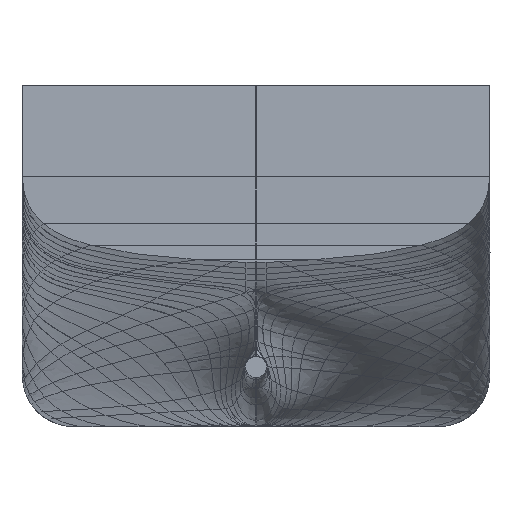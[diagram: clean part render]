
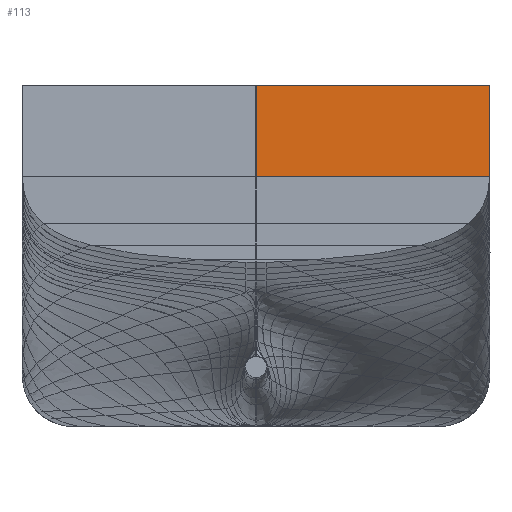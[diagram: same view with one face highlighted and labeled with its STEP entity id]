
A CAD part, left-side view. The second image highlights one B-rep face of the part: STEP entity #113.
In plain terms, the highlighted free-form (B-spline) face has degree [3, 3] with [4, 6] control points.
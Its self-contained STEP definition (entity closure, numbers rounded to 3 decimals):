
#113 = ADVANCED_FACE('',(#114),#156,.T.);
#114 = FACE_BOUND('',#115,.T.);
#115 = EDGE_LOOP('',(#116,#129,#138,#149));
#116 = ORIENTED_EDGE('',*,*,#117,.F.);
#117 = EDGE_CURVE('',#118,#120,#122,.T.);
#118 = VERTEX_POINT('',#119);
#119 = CARTESIAN_POINT('',(166766.94,-13822.313,
    10909.759));
#120 = VERTEX_POINT('',#121);
#121 = CARTESIAN_POINT('',(151101.034,-13822.31,
    5503.333));
#122 = B_SPLINE_CURVE_WITH_KNOTS('',3,(#123,#124,#125,#126,#127,#128),
  .UNSPECIFIED.,.F.,.F.,(4,1,1,4),(-0.611,-0.407,
    -0.204,0.),.UNSPECIFIED.);
#123 = CARTESIAN_POINT('',(166766.94,-13822.313,
    10909.759));
#124 = CARTESIAN_POINT('',(165027.055,-13822.313,
    10308.924));
#125 = CARTESIAN_POINT('',(161545.872,-13822.314,
    9108.179));
#126 = CARTESIAN_POINT('',(156324.067,-13822.315,
    7305.559));
#127 = CARTESIAN_POINT('',(152841.898,-13822.31,
    6104.502));
#128 = CARTESIAN_POINT('',(151101.034,-13822.31,
    5503.333));
#129 = ORIENTED_EDGE('',*,*,#130,.T.);
#130 = EDGE_CURVE('',#118,#131,#133,.T.);
#131 = VERTEX_POINT('',#132);
#132 = CARTESIAN_POINT('',(166773.507,0.,
    10909.759));
#133 = B_SPLINE_CURVE_WITH_KNOTS('',3,(#134,#135,#136,#137),
  .UNSPECIFIED.,.F.,.F.,(4,4),(0.,0.51),
  .PIECEWISE_BEZIER_KNOTS.);
#134 = CARTESIAN_POINT('',(166766.94,-13822.313,
    10909.759));
#135 = CARTESIAN_POINT('',(166766.94,-9214.995,
    10909.759));
#136 = CARTESIAN_POINT('',(166773.507,-4607.318,
    10909.759));
#137 = CARTESIAN_POINT('',(166773.507,0.,
    10909.759));
#138 = ORIENTED_EDGE('',*,*,#139,.T.);
#139 = EDGE_CURVE('',#131,#140,#142,.T.);
#140 = VERTEX_POINT('',#141);
#141 = CARTESIAN_POINT('',(151101.034,0.007,
    5503.217));
#142 = B_SPLINE_CURVE_WITH_KNOTS('',3,(#143,#144,#145,#146,#147,#148),
  .UNSPECIFIED.,.F.,.F.,(4,1,1,4),(-0.611,-0.407,
    -0.204,0.),.UNSPECIFIED.);
#143 = CARTESIAN_POINT('',(166773.507,0.,
    10909.759));
#144 = CARTESIAN_POINT('',(165032.773,0.001,
    10309.257));
#145 = CARTESIAN_POINT('',(161550.327,0.002,
    9107.915));
#146 = CARTESIAN_POINT('',(156326.17,0.005,
    7305.735));
#147 = CARTESIAN_POINT('',(152842.746,0.006,
    6104.056));
#148 = CARTESIAN_POINT('',(151101.034,0.007,
    5503.217));
#149 = ORIENTED_EDGE('',*,*,#150,.F.);
#150 = EDGE_CURVE('',#120,#140,#151,.T.);
#151 = B_SPLINE_CURVE_WITH_KNOTS('',3,(#152,#153,#154,#155),
  .UNSPECIFIED.,.F.,.F.,(4,4),(0.,0.51),
  .PIECEWISE_BEZIER_KNOTS.);
#152 = CARTESIAN_POINT('',(151101.034,-13822.31,
    5503.333));
#153 = CARTESIAN_POINT('',(151101.034,-9214.871,
    5503.294));
#154 = CARTESIAN_POINT('',(151101.034,-4607.432,
    5503.255));
#155 = CARTESIAN_POINT('',(151101.034,0.007,
    5503.217));
#156 = B_SPLINE_SURFACE_WITH_KNOTS('',3,3,(
    (#157,#158,#159,#160,#161,#162)
    ,(#163,#164,#165,#166,#167,#168)
    ,(#169,#170,#171,#172,#173,#174)
    ,(#175,#176,#177,#178,#179,#180
    )),.UNSPECIFIED.,.F.,.F.,.F.,(4,4),(4,1,1,4),(0.,0.51),(
    -0.611,-0.407,-0.204,0.),.UNSPECIFIED.);
#157 = CARTESIAN_POINT('',(166766.94,-13822.313,
    10909.759));
#158 = CARTESIAN_POINT('',(165027.055,-13822.313,
    10308.924));
#159 = CARTESIAN_POINT('',(161545.872,-13822.314,
    9108.179));
#160 = CARTESIAN_POINT('',(156324.067,-13822.315,
    7305.559));
#161 = CARTESIAN_POINT('',(152841.898,-13822.31,
    6104.502));
#162 = CARTESIAN_POINT('',(151101.034,-13822.31,
    5503.333));
#163 = CARTESIAN_POINT('',(166766.94,-9214.995,
    10909.759));
#164 = CARTESIAN_POINT('',(165027.055,-9214.981,
    10308.92));
#165 = CARTESIAN_POINT('',(161545.872,-9214.956,
    9108.166));
#166 = CARTESIAN_POINT('',(156324.067,-9214.916,
    7305.534));
#167 = CARTESIAN_POINT('',(152841.898,-9214.885,
    6104.468));
#168 = CARTESIAN_POINT('',(151101.034,-9214.871,
    5503.294));
#169 = CARTESIAN_POINT('',(166773.507,-4607.318,
    10909.759));
#170 = CARTESIAN_POINT('',(165032.773,-4607.331,
    10309.261));
#171 = CARTESIAN_POINT('',(161550.327,-4607.356,
    9107.928));
#172 = CARTESIAN_POINT('',(156326.17,-4607.394,
    7305.761));
#173 = CARTESIAN_POINT('',(152842.746,-4607.419,
    6104.09));
#174 = CARTESIAN_POINT('',(151101.034,-4607.432,
    5503.255));
#175 = CARTESIAN_POINT('',(166773.507,0.,
    10909.759));
#176 = CARTESIAN_POINT('',(165032.773,0.001,
    10309.257));
#177 = CARTESIAN_POINT('',(161550.327,0.002,
    9107.915));
#178 = CARTESIAN_POINT('',(156326.17,0.005,
    7305.735));
#179 = CARTESIAN_POINT('',(152842.746,0.006,
    6104.056));
#180 = CARTESIAN_POINT('',(151101.034,0.007,
    5503.217));
